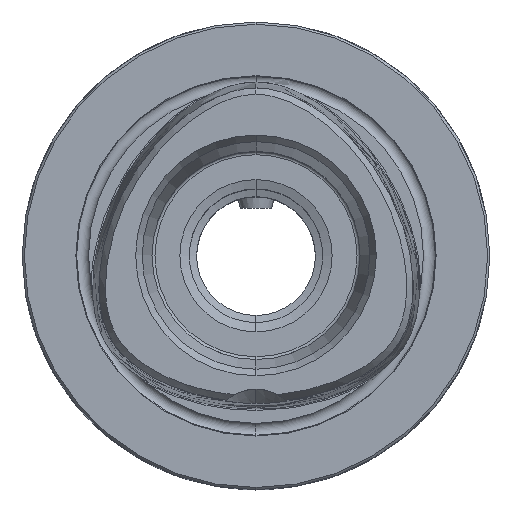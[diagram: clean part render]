
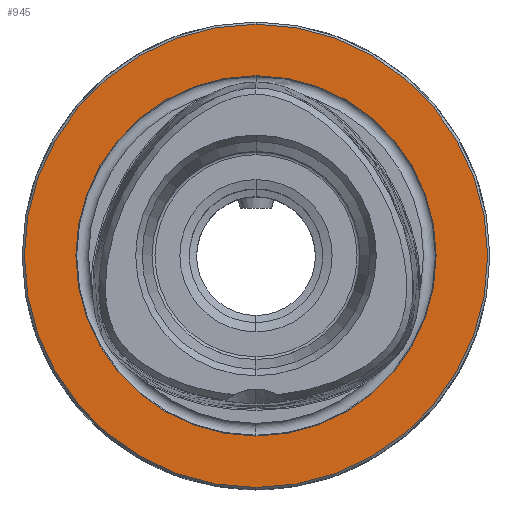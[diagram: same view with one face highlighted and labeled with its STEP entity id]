
A CAD part, top view. The second image highlights one B-rep face of the part: STEP entity #945.
In plain terms, the highlighted planar face has unit normal (0, 0, 1).
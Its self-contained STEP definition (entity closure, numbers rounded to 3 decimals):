
#945=ADVANCED_FACE('NONE',(#2617,#2618),#2619,.T.);
#971=VERTEX_POINT('NONE',#2648);
#1209=VERTEX_POINT('NONE',#2905);
#1683=VERTEX_POINT('NONE',#3424);
#1739=EDGE_CURVE('NONE',#2403,#1683,#3485,.F.);
#2171=EDGE_CURVE('NONE',#1209,#971,#3969,.T.);
#2393=EDGE_CURVE('NONE',#971,#1209,#4233,.T.);
#2403=VERTEX_POINT('NONE',#4243);
#2467=EDGE_CURVE('NONE',#1683,#2403,#4314,.T.);
#2617=FACE_OUTER_BOUND('',#4720,.T.);
#2618=FACE_BOUND('',#4721,.T.);
#2619=PLANE('',#4722);
#2648=CARTESIAN_POINT('',(0.,-31.2,0.));
#2905=CARTESIAN_POINT('',(0.,31.2,0.));
#3424=CARTESIAN_POINT('',(0.,24.264,0.));
#3485=CIRCLE('',#7151,24.264);
#3969=CIRCLE('',#10897,31.2);
#4233=CIRCLE('',#12757,31.2);
#4243=CARTESIAN_POINT('',(0.,-24.264,0.));
#4314=CIRCLE('',#12952,24.264);
#4720=EDGE_LOOP('',(#13140,#13141));
#4721=EDGE_LOOP('',(#13142,#13143));
#4722=AXIS2_PLACEMENT_3D('',#13144,#13145,#13146);
#7151=AXIS2_PLACEMENT_3D('',#14043,#14044,#14045);
#10897=AXIS2_PLACEMENT_3D('',#14627,#14628,#14629);
#12757=AXIS2_PLACEMENT_3D('',#15042,#15043,#15044);
#12952=AXIS2_PLACEMENT_3D('',#15117,#15118,#15119);
#13140=ORIENTED_EDGE('',*,*,#2393,.F.);
#13141=ORIENTED_EDGE('',*,*,#2171,.F.);
#13142=ORIENTED_EDGE('',*,*,#2467,.F.);
#13143=ORIENTED_EDGE('',*,*,#1739,.F.);
#13144=CARTESIAN_POINT('',(-33.0,0.,0.));
#13145=DIRECTION('',(0.,0.,1.0));
#13146=DIRECTION('',(-1.0,0.,0.));
#14043=CARTESIAN_POINT('',(0.,0.,0.));
#14044=DIRECTION('',(0.,0.,-1.0));
#14045=DIRECTION('',(0.,1.0,0.));
#14627=CARTESIAN_POINT('',(0.,0.,0.));
#14628=DIRECTION('',(0.,0.,-1.0));
#14629=DIRECTION('',(0.,-1.0,0.));
#15042=CARTESIAN_POINT('',(0.,0.,0.));
#15043=DIRECTION('',(0.,0.,-1.0));
#15044=DIRECTION('',(0.,-1.0,0.));
#15117=CARTESIAN_POINT('',(0.,0.,0.));
#15118=DIRECTION('',(0.,0.,1.0));
#15119=DIRECTION('',(0.,1.0,0.));
